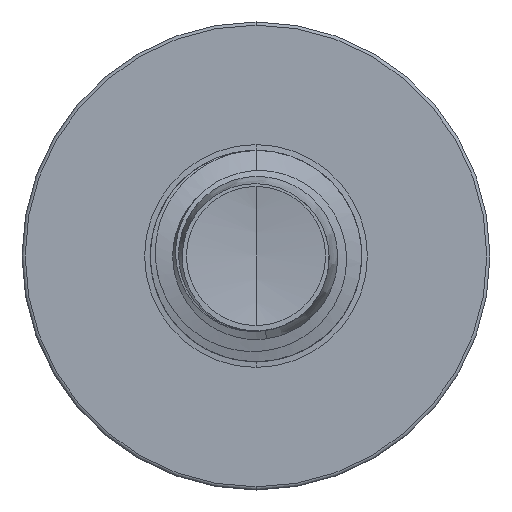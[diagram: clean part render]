
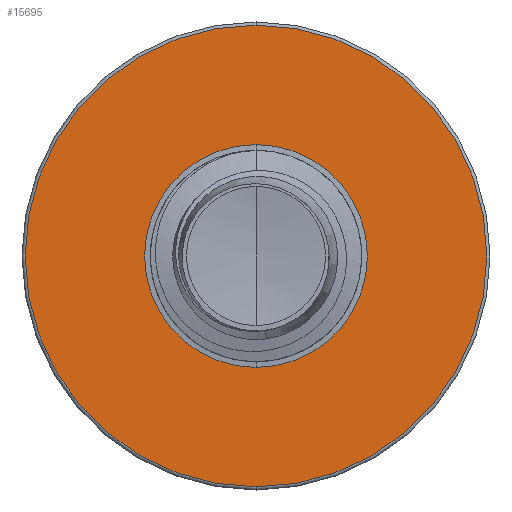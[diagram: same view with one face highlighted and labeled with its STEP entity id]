
A CAD part, front view. The second image highlights one B-rep face of the part: STEP entity #15695.
In plain terms, the highlighted planar face has unit normal (0, -1, 0).
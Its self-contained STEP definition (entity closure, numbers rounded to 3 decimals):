
#245 = EDGE_CURVE ( 'NONE', #7466, #11436, #3699, .T. ) ;
#1089 = CARTESIAN_POINT ( 'NONE',  ( 0., 10., 0. ) ) ;
#1587 = ORIENTED_EDGE ( 'NONE', *, *, #9124, .F. ) ;
#1741 = ORIENTED_EDGE ( 'NONE', *, *, #8949, .F. ) ;
#3197 = DIRECTION ( 'NONE',  ( 0., 0., 1. ) ) ;
#3265 = ORIENTED_EDGE ( 'NONE', *, *, #8930, .T. ) ;
#3532 = ORIENTED_EDGE ( 'NONE', *, *, #245, .T. ) ;
#3699 = CIRCLE ( 'NONE', #7227, 3.689 ) ;
#3822 = CARTESIAN_POINT ( 'NONE',  ( 0., 10., 3.689 ) ) ;
#4184 = CARTESIAN_POINT ( 'NONE',  ( 0., 10., -7.645 ) ) ;
#4588 = DIRECTION ( 'NONE',  ( 0., 1., 0. ) ) ;
#4614 = CARTESIAN_POINT ( 'NONE',  ( 0., 10., 0. ) ) ;
#4931 = PLANE ( 'NONE',  #8654 ) ;
#5052 = AXIS2_PLACEMENT_3D ( 'NONE', #1089, #11283, #3197 ) ;
#5563 = CARTESIAN_POINT ( 'NONE',  ( 0., 10., 7.645 ) ) ;
#6523 = FACE_BOUND ( 'NONE', #10291, .T. ) ;
#6670 = DIRECTION ( 'NONE',  ( 0., 1., 0. ) ) ;
#6945 = FACE_OUTER_BOUND ( 'NONE', #14792, .T. ) ;
#7017 = AXIS2_PLACEMENT_3D ( 'NONE', #13129, #6670, #14034 ) ;
#7227 = AXIS2_PLACEMENT_3D ( 'NONE', #4614, #4588, #14720 ) ;
#7466 = VERTEX_POINT ( 'NONE', #15476 ) ;
#7848 = DIRECTION ( 'NONE',  ( 0., 0., 1. ) ) ;
#8147 = DIRECTION ( 'NONE',  ( 0., 1., 0. ) ) ;
#8654 = AXIS2_PLACEMENT_3D ( 'NONE', #13011, #13904, #7848 ) ;
#8930 = EDGE_CURVE ( 'NONE', #11436, #7466, #15331, .T. ) ;
#8949 = EDGE_CURVE ( 'NONE', #12106, #9873, #13998, .T. ) ;
#9124 = EDGE_CURVE ( 'NONE', #9873, #12106, #16264, .T. ) ;
#9873 = VERTEX_POINT ( 'NONE', #5563 ) ;
#10291 = EDGE_LOOP ( 'NONE', ( #3265, #3532 ) ) ;
#10968 = AXIS2_PLACEMENT_3D ( 'NONE', #14109, #8147, #15161 ) ;
#11283 = DIRECTION ( 'NONE',  ( 0., 1., 0. ) ) ;
#11436 = VERTEX_POINT ( 'NONE', #3822 ) ;
#12106 = VERTEX_POINT ( 'NONE', #4184 ) ;
#13011 = CARTESIAN_POINT ( 'NONE',  ( 0., 10., -3.689 ) ) ;
#13129 = CARTESIAN_POINT ( 'NONE',  ( 0., 10., 0. ) ) ;
#13904 = DIRECTION ( 'NONE',  ( 0., 1., 0. ) ) ;
#13998 = CIRCLE ( 'NONE', #7017, 7.645 ) ;
#14034 = DIRECTION ( 'NONE',  ( 0., 0., 1. ) ) ;
#14109 = CARTESIAN_POINT ( 'NONE',  ( 0., 10., 0. ) ) ;
#14720 = DIRECTION ( 'NONE',  ( 0., 0., 1. ) ) ;
#14792 = EDGE_LOOP ( 'NONE', ( #1587, #1741 ) ) ;
#15161 = DIRECTION ( 'NONE',  ( 0., 0., 1. ) ) ;
#15331 = CIRCLE ( 'NONE', #5052, 3.689 ) ;
#15476 = CARTESIAN_POINT ( 'NONE',  ( 0., 10., -3.689 ) ) ;
#15695 = ADVANCED_FACE ( 'NONE', ( #6945, #6523 ), #4931, .F. ) ;
#16264 = CIRCLE ( 'NONE', #10968, 7.645 ) ;
